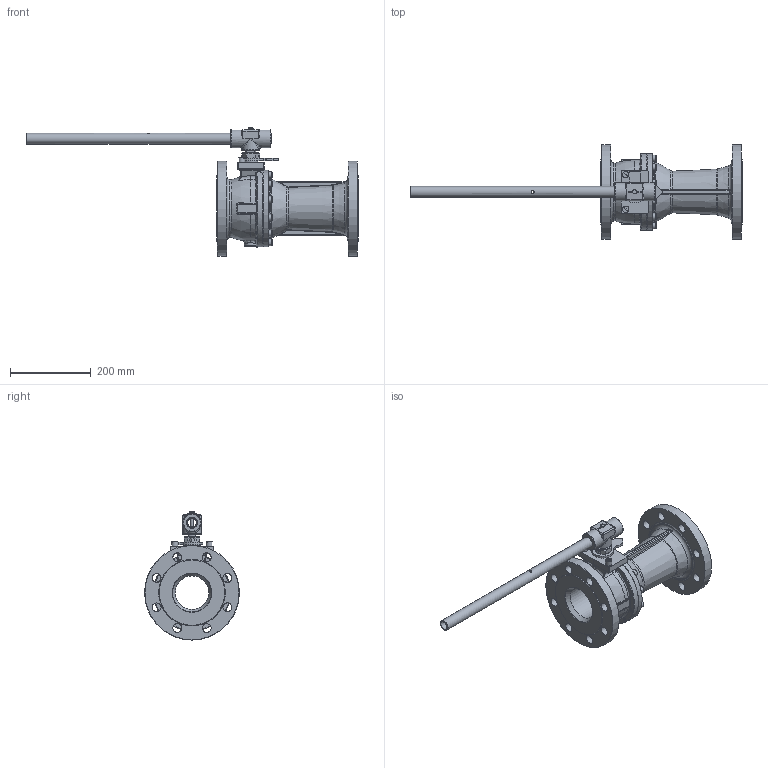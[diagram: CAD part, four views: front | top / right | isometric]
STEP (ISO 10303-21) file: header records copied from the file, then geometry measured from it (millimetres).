
FILE_DESCRIPTION(/* description */ (''),/* implementation_level */ '2;1');
FILE_NAME(/* name */ 'GA-F54-40-D40-W-A-1.stp',/* time_stamp */ '2021-10-26T12:40:21+01:00',/* author */ ('jaday'),/* organization */ (''),/* preprocessor_version */ 'ST-DEVELOPER v16.1',/* originating_system */ 'Autodesk Inventor 2016',/* authorisation */ '');
FILE_SCHEMA (('AUTOMOTIVE_DESIGN { 1 0 10303 214 3 1 1 }'));
Length unit declared in the file: millimetre
Products named in the file (1): GA-F54-40-D40-W-A-1
Bounding box: 822.92 x 235 x 317.52 mm (x, y, z)
Volume: 4722925.4 mm3; surface area: 582575.9 mm2
Topology: 1 solids, 5 shells, 693 faces, 1767 edges, 1067 vertices
Faces by surface type: plane 264, cylinder 179, bspline 141, cone 55, torus 41, sphere 13
Full cylindrical faces by diameter (mm): 7 x2, 7.675 x2, 8.376 x16, 10 x12, 15.84 x2, 16 x12, 21.7 x1, 22 x16, 26.9 x1, 33.765 x1, 45 x2, 82.555 x1, 155 x1, 156.5 x1, 162 x1, 190.095 x1, 235 x2
Entity records: 24934 total; most frequent: CARTESIAN_POINT 9265, ORIENTED_EDGE 3090, DIRECTION 2845, EDGE_CURVE 1544, AXIS2_PLACEMENT_3D 1109, VERTEX_POINT 1003, EDGE_LOOP 914, FACE_OUTER_BOUND 693
